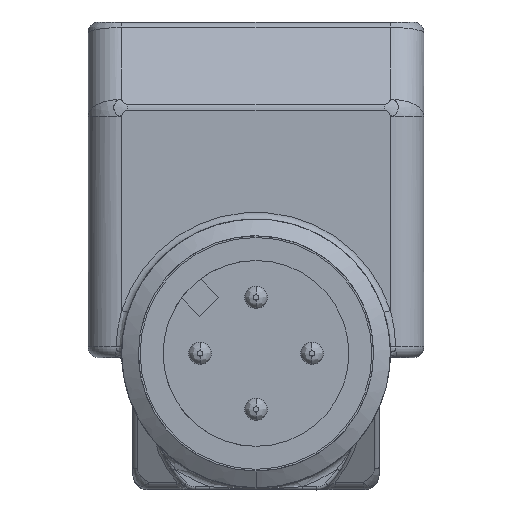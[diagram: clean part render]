
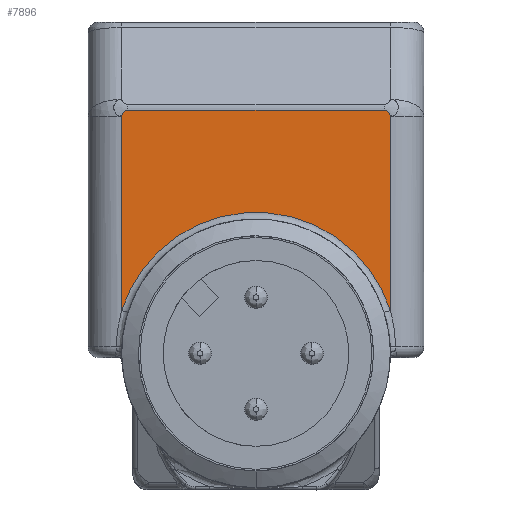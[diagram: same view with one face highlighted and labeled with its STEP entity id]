
A CAD part, front view. The second image highlights one B-rep face of the part: STEP entity #7896.
In plain terms, the highlighted planar face has unit normal (0, -1, 0).
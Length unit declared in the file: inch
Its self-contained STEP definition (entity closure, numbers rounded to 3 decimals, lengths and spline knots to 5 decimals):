
#373=DIRECTION('',(0.,0.,-1.));
#374=VECTOR('',#373,0.34162);
#375=CARTESIAN_POINT('',(-0.23622,-0.67913,
0.1574));
#376=LINE('',#375,#374);
#386=CARTESIAN_POINT('',(-0.23622,-0.67913,
0.1574));
#387=CARTESIAN_POINT('',(-0.23608,-0.67913,
0.16249));
#388=CARTESIAN_POINT('',(-0.23076,-0.67913,
0.16795));
#389=CARTESIAN_POINT('',(-0.22567,-0.67913,
0.16795));
#391=CARTESIAN_POINT('',(0.23622,-0.67913,
0.1574));
#392=CARTESIAN_POINT('',(0.23608,-0.67913,
0.16249));
#393=CARTESIAN_POINT('',(0.23076,-0.67913,
0.16795));
#394=CARTESIAN_POINT('',(0.22567,-0.67913,
0.16795));
#400=DIRECTION('',(0.,0.,1.));
#401=VECTOR('',#400,0.34162);
#402=CARTESIAN_POINT('',(0.23622,-0.67913,
-0.18422));
#403=LINE('',#402,#401);
#3464=CARTESIAN_POINT('',(-0.23622,-0.67913,
-0.18422));
#3484=CARTESIAN_POINT('',(0.,-0.67913,-0.25984));
#3485=DIRECTION('',(0.,-1.,0.));
#3486=DIRECTION('',(0.952,0.,0.305));
#3487=AXIS2_PLACEMENT_3D('',#3484,#3485,#3486);
#5510=DIRECTION('',(-1.,0.,0.));
#5511=VECTOR('',#5510,0.45134);
#5512=CARTESIAN_POINT('',(0.22567,-0.67913,
0.16795));
#5513=LINE('',#5512,#5511);
#6675=VERTEX_POINT('',#391);
#6676=VERTEX_POINT('',#394);
#6682=CARTESIAN_POINT('',(-0.22567,-0.67913,
0.16795));
#6683=VERTEX_POINT('',#6682);
#6684=VERTEX_POINT('',#386);
#7207=VERTEX_POINT('',#3464);
#7211=CARTESIAN_POINT('',(0.23622,-0.67913,
-0.18422));
#7212=VERTEX_POINT('',#7211);
#7878=CARTESIAN_POINT('',(-0.29528,-0.67913,
0.01969));
#7879=DIRECTION('',(0.,-1.,0.));
#7880=DIRECTION('',(1.,0.,0.));
#7881=AXIS2_PLACEMENT_3D('',#7878,#7879,#7880);
#7882=PLANE('',#7881);
#7884=ORIENTED_EDGE('',*,*,#7883,.F.);
#7886=ORIENTED_EDGE('',*,*,#7885,.T.);
#7887=ORIENTED_EDGE('',*,*,#7866,.F.);
#7889=ORIENTED_EDGE('',*,*,#7888,.T.);
#7891=ORIENTED_EDGE('',*,*,#7890,.F.);
#7893=ORIENTED_EDGE('',*,*,#7892,.F.);
#7894=EDGE_LOOP('',(#7884,#7886,#7887,#7889,#7891,#7893));
#7895=FACE_OUTER_BOUND('',#7894,.F.);
#7896=ADVANCED_FACE('',(#7895),#7882,.T.);
#390=B_SPLINE_CURVE_WITH_KNOTS('',3,(#386,#387,#388,#389),.UNSPECIFIED.,.F.,.F.,
(4,4),(0.,1.),.UNSPECIFIED.);
#395=B_SPLINE_CURVE_WITH_KNOTS('',3,(#391,#392,#393,#394),.UNSPECIFIED.,.F.,.F.,
(4,4),(0.,1.),.UNSPECIFIED.);
#3488=CIRCLE('',#3487,0.24803);
#7866=EDGE_CURVE('',#6684,#7207,#376,.T.);
#7883=EDGE_CURVE('',#7212,#6675,#403,.T.);
#7885=EDGE_CURVE('',#7212,#7207,#3488,.T.);
#7888=EDGE_CURVE('',#6684,#6683,#390,.T.);
#7890=EDGE_CURVE('',#6676,#6683,#5513,.T.);
#7892=EDGE_CURVE('',#6675,#6676,#395,.T.);
